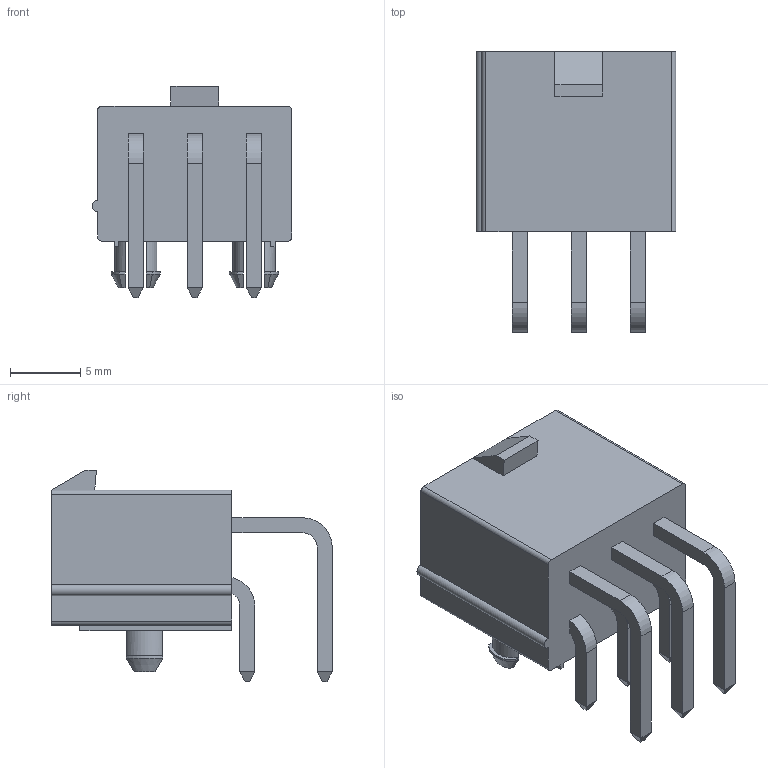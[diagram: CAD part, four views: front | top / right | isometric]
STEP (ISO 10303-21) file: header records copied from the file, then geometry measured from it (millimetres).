
FILE_DESCRIPTION(('FreeCAD Model'),'2;1');
FILE_NAME('MiniFit-JR-5569-06A2.step','2018-03-27T13:39:54', ('kicad StepUp'),('ksu MCAD'),'Open CASCADE STEP processor 6.8', 'FreeCAD','Unknown');
FILE_SCHEMA(('AUTOMOTIVE_DESIGN_CC2 { 1 2 10303 214 -1 1 5 4 }'));
Length unit declared in the file: millimetre
Products named in the file (2): ASSEMBLY; MiniFit-JR-5569-06A2
Assembly tree (1 placements, depth 2):
  ASSEMBLY
    MiniFit-JR-5569-06A2
Bounding box: 14.2 x 19.93 x 15 mm (x, y, z)
Volume: 1079.1 mm3; surface area: 2191.5 mm2
Topology: 1 solids, 1 shells, 231 faces, 577 edges, 386 vertices
Faces by surface type: plane 202, cylinder 25, cone 4
Entity records: 8377 total; most frequent: CARTESIAN_POINT 1220, ORIENTED_EDGE 1118, DIRECTION 1111, EDGE_CURVE 559, LINE 493, VECTOR 493, VERTEX_POINT 350, AXIS2_PLACEMENT_3D 309
